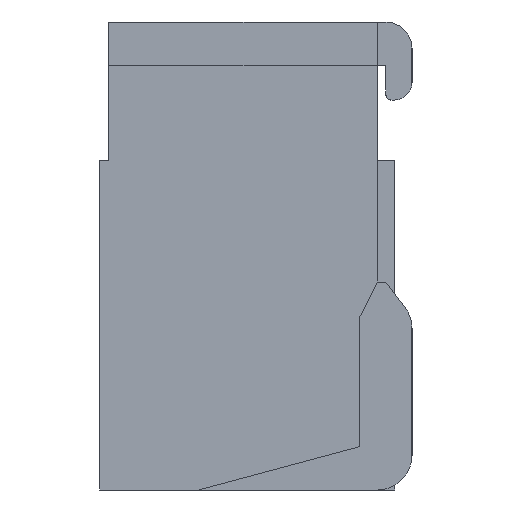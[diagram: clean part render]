
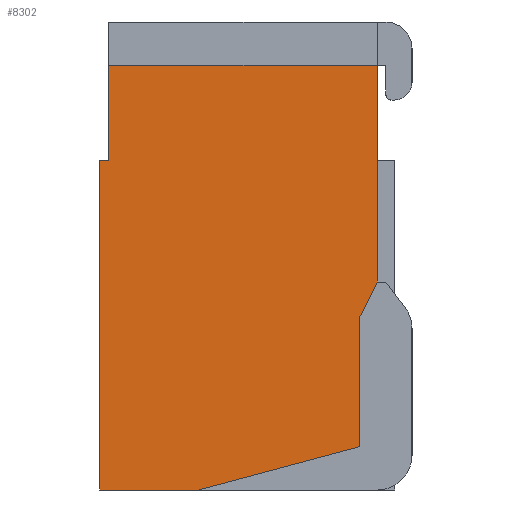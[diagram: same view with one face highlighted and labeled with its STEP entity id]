
A CAD part, left-side view. The second image highlights one B-rep face of the part: STEP entity #8302.
In plain terms, the highlighted planar face has unit normal (-1, 0, 0).
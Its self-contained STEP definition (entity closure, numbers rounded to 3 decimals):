
#299 = AXIS2_PLACEMENT_3D ( 'NONE', #6415, #8436, #1685 ) ;
#344 = LINE ( 'NONE', #2592, #1092 ) ;
#531 = VERTEX_POINT ( 'NONE', #9077 ) ;
#945 = LINE ( 'NONE', #9875, #8642 ) ;
#1092 = VECTOR ( 'NONE', #4499, 1000. ) ;
#1165 = CARTESIAN_POINT ( 'NONE',  ( -3.49, 1.65, 0.55 ) ) ;
#1270 = VERTEX_POINT ( 'NONE', #8612 ) ;
#1522 = VECTOR ( 'NONE', #7332, 1000. ) ;
#1629 = DIRECTION ( 'NONE',  ( 0., 1., 0. ) ) ;
#1685 = DIRECTION ( 'NONE',  ( 0., 0., 1. ) ) ;
#1706 = EDGE_CURVE ( 'NONE', #8104, #531, #13026, .T. ) ;
#1766 = DIRECTION ( 'NONE',  ( 0., 0.966, -0.259 ) ) ;
#1981 = PLANE ( 'NONE',  #299 ) ;
#2187 = DIRECTION ( 'NONE',  ( 0., 1., 0. ) ) ;
#2355 = CARTESIAN_POINT ( 'NONE',  ( -3.49, 0.1, 1.1 ) ) ;
#2501 = ORIENTED_EDGE ( 'NONE', *, *, #4418, .F. ) ;
#2592 = CARTESIAN_POINT ( 'NONE',  ( -3.49, 0.1, -0.15 ) ) ;
#2813 = EDGE_CURVE ( 'NONE', #9216, #5759, #8375, .T. ) ;
#3090 = CARTESIAN_POINT ( 'NONE',  ( -3.49, 0.2, -0.35 ) ) ;
#3208 = CARTESIAN_POINT ( 'NONE',  ( -3.49, 1.133, -1.35 ) ) ;
#3267 = CARTESIAN_POINT ( 'NONE',  ( -3.49, 0.2, -0.35 ) ) ;
#3286 = VECTOR ( 'NONE', #8275, 1000. ) ;
#3345 = CARTESIAN_POINT ( 'NONE',  ( -3.49, 0.1, -0.15 ) ) ;
#3744 = EDGE_CURVE ( 'NONE', #10334, #9982, #8409, .T. ) ;
#3746 = VERTEX_POINT ( 'NONE', #11758 ) ;
#4010 = FACE_OUTER_BOUND ( 'NONE', #5478, .T. ) ;
#4053 = CARTESIAN_POINT ( 'NONE',  ( -3.49, 1.7, 0.55 ) ) ;
#4418 = EDGE_CURVE ( 'NONE', #531, #1270, #12136, .T. ) ;
#4499 = DIRECTION ( 'NONE',  ( 0., 0.447, -0.894 ) ) ;
#4559 = VECTOR ( 'NONE', #2187, 1000. ) ;
#4590 = LINE ( 'NONE', #3345, #6869 ) ;
#4858 = VECTOR ( 'NONE', #7907, 1000. ) ;
#5005 = EDGE_CURVE ( 'NONE', #3746, #8985, #344, .T. ) ;
#5212 = ORIENTED_EDGE ( 'NONE', *, *, #1706, .F. ) ;
#5447 = LINE ( 'NONE', #3267, #4858 ) ;
#5478 = EDGE_LOOP ( 'NONE', ( #6613, #11011, #5577, #8188, #7500, #2501, #5212, #7426, #14149 ) ) ;
#5577 = ORIENTED_EDGE ( 'NONE', *, *, #8699, .T. ) ;
#5759 = VERTEX_POINT ( 'NONE', #6714 ) ;
#5912 = CARTESIAN_POINT ( 'NONE',  ( -3.49, 0.2, -1.1 ) ) ;
#6415 = CARTESIAN_POINT ( 'NONE',  ( -3.49, 0., -1.35 ) ) ;
#6545 = DIRECTION ( 'NONE',  ( 0., 0., 1. ) ) ;
#6613 = ORIENTED_EDGE ( 'NONE', *, *, #13201, .T. ) ;
#6714 = CARTESIAN_POINT ( 'NONE',  ( -3.49, 1.65, 1.1 ) ) ;
#6869 = VECTOR ( 'NONE', #6545, 1000. ) ;
#7332 = DIRECTION ( 'NONE',  ( 0., -1., 0. ) ) ;
#7426 = ORIENTED_EDGE ( 'NONE', *, *, #7712, .F. ) ;
#7500 = ORIENTED_EDGE ( 'NONE', *, *, #9984, .F. ) ;
#7712 = EDGE_CURVE ( 'NONE', #8985, #8104, #5447, .T. ) ;
#7907 = DIRECTION ( 'NONE',  ( 0., 0., -1. ) ) ;
#8104 = VERTEX_POINT ( 'NONE', #5912 ) ;
#8188 = ORIENTED_EDGE ( 'NONE', *, *, #3744, .F. ) ;
#8275 = DIRECTION ( 'NONE',  ( 0., 0., -1. ) ) ;
#8302 = ADVANCED_FACE ( 'NONE', ( #4010 ), #1981, .T. ) ;
#8375 = LINE ( 'NONE', #11579, #14019 ) ;
#8409 = LINE ( 'NONE', #4053, #1522 ) ;
#8436 = DIRECTION ( 'NONE',  ( -1., 0., 0. ) ) ;
#8612 = CARTESIAN_POINT ( 'NONE',  ( -3.49, 1.7, -1.35 ) ) ;
#8642 = VECTOR ( 'NONE', #13292, 1000. ) ;
#8699 = EDGE_CURVE ( 'NONE', #5759, #9982, #9367, .T. ) ;
#8985 = VERTEX_POINT ( 'NONE', #3090 ) ;
#9077 = CARTESIAN_POINT ( 'NONE',  ( -3.49, 1.133, -1.35 ) ) ;
#9216 = VERTEX_POINT ( 'NONE', #2355 ) ;
#9367 = LINE ( 'NONE', #13806, #3286 ) ;
#9875 = CARTESIAN_POINT ( 'NONE',  ( -3.49, 1.7, -1.35 ) ) ;
#9982 = VERTEX_POINT ( 'NONE', #1165 ) ;
#9984 = EDGE_CURVE ( 'NONE', #1270, #10334, #945, .T. ) ;
#10334 = VERTEX_POINT ( 'NONE', #14371 ) ;
#10848 = CARTESIAN_POINT ( 'NONE',  ( -3.49, 0.2, -1.1 ) ) ;
#11011 = ORIENTED_EDGE ( 'NONE', *, *, #2813, .T. ) ;
#11188 = VECTOR ( 'NONE', #1766, 1000. ) ;
#11579 = CARTESIAN_POINT ( 'NONE',  ( -3.49, 0.1, 1.1 ) ) ;
#11758 = CARTESIAN_POINT ( 'NONE',  ( -3.49, 0.1, -0.15 ) ) ;
#12136 = LINE ( 'NONE', #3208, #4559 ) ;
#13026 = LINE ( 'NONE', #10848, #11188 ) ;
#13201 = EDGE_CURVE ( 'NONE', #3746, #9216, #4590, .T. ) ;
#13292 = DIRECTION ( 'NONE',  ( 0., 0., 1. ) ) ;
#13806 = CARTESIAN_POINT ( 'NONE',  ( -3.49, 1.65, 1.1 ) ) ;
#14019 = VECTOR ( 'NONE', #1629, 1000. ) ;
#14149 = ORIENTED_EDGE ( 'NONE', *, *, #5005, .F. ) ;
#14371 = CARTESIAN_POINT ( 'NONE',  ( -3.49, 1.7, 0.55 ) ) ;
